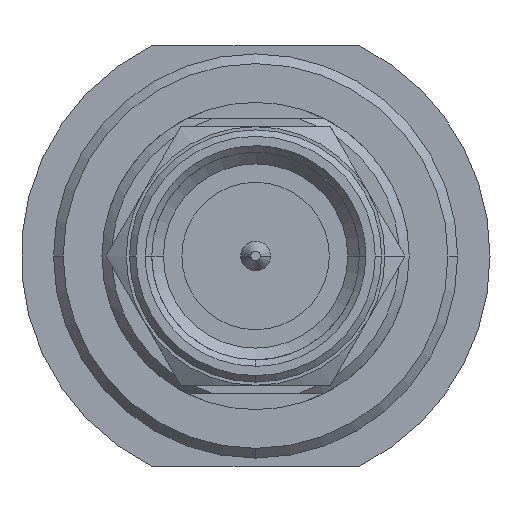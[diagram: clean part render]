
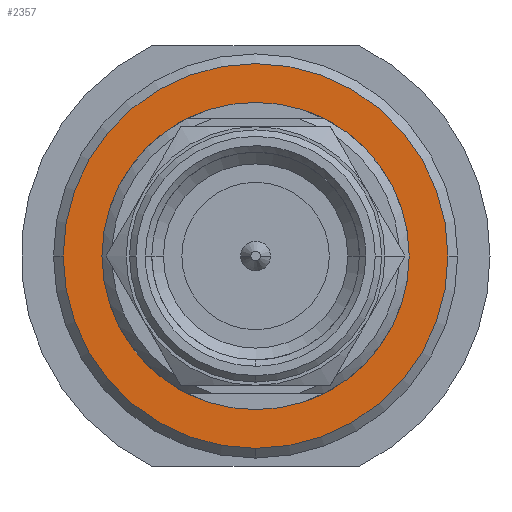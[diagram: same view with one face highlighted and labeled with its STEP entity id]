
A CAD part, left-side view. The second image highlights one B-rep face of the part: STEP entity #2357.
In plain terms, the highlighted planar face has unit normal (-1, 0, 0).
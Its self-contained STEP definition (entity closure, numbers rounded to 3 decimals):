
#38 = DIRECTION ( 'NONE',  ( 0., 1., 0. ) ) ;
#432 = DIRECTION ( 'NONE',  ( 1., 0., 0. ) ) ;
#521 = DIRECTION ( 'NONE',  ( 1., 0., 0. ) ) ;
#541 = CIRCLE ( 'NONE', #3306, 4.75 ) ;
#682 = CARTESIAN_POINT ( 'NONE',  ( 15.3, 0., 0. ) ) ;
#723 = VERTEX_POINT ( 'NONE', #2583 ) ;
#745 = CARTESIAN_POINT ( 'NONE',  ( 15.3, 0., 0. ) ) ;
#807 = CARTESIAN_POINT ( 'NONE',  ( 15.3, -5.95, 0. ) ) ;
#819 = ORIENTED_EDGE ( 'NONE', *, *, #3103, .F. ) ;
#872 = CIRCLE ( 'NONE', #2730, 4.75 ) ;
#916 = EDGE_LOOP ( 'NONE', ( #1689, #1189, #3248 ) ) ;
#967 = EDGE_CURVE ( 'NONE', #1459, #723, #872, .T. ) ;
#990 = DIRECTION ( 'NONE',  ( -1., 0., 0. ) ) ;
#1026 = AXIS2_PLACEMENT_3D ( 'NONE', #1489, #2826, #1244 ) ;
#1076 = DIRECTION ( 'NONE',  ( -1., 0., 0. ) ) ;
#1081 = CARTESIAN_POINT ( 'NONE',  ( 15.3, 0., -5.95 ) ) ;
#1128 = DIRECTION ( 'NONE',  ( 0., 1., 0. ) ) ;
#1189 = ORIENTED_EDGE ( 'NONE', *, *, #2468, .T. ) ;
#1196 = CIRCLE ( 'NONE', #1026, 5.95 ) ;
#1243 = AXIS2_PLACEMENT_3D ( 'NONE', #2388, #1076, #1128 ) ;
#1244 = DIRECTION ( 'NONE',  ( 0., -1., 0. ) ) ;
#1341 = DIRECTION ( 'NONE',  ( 0., 1., 0. ) ) ;
#1459 = VERTEX_POINT ( 'NONE', #2151 ) ;
#1489 = CARTESIAN_POINT ( 'NONE',  ( 15.3, 0., 0. ) ) ;
#1674 = AXIS2_PLACEMENT_3D ( 'NONE', #2854, #521, #38 ) ;
#1689 = ORIENTED_EDGE ( 'NONE', *, *, #2717, .T. ) ;
#1733 = EDGE_CURVE ( 'NONE', #3122, #2157, #1196, .T. ) ;
#1782 = AXIS2_PLACEMENT_3D ( 'NONE', #745, #990, #3323 ) ;
#1842 = PLANE ( 'NONE',  #1674 ) ;
#2058 = VERTEX_POINT ( 'NONE', #1081 ) ;
#2151 = CARTESIAN_POINT ( 'NONE',  ( 15.3, 4.75, 0. ) ) ;
#2157 = VERTEX_POINT ( 'NONE', #3089 ) ;
#2165 = CIRCLE ( 'NONE', #1243, 5.95 ) ;
#2357 = ADVANCED_FACE ( 'NONE', ( #3342, #2814 ), #1842, .F. ) ;
#2388 = CARTESIAN_POINT ( 'NONE',  ( 15.3, 0., 0. ) ) ;
#2433 = EDGE_LOOP ( 'NONE', ( #3224, #819 ) ) ;
#2468 = EDGE_CURVE ( 'NONE', #2058, #3122, #2165, .T. ) ;
#2515 = DIRECTION ( 'NONE',  ( 0., 1., 0. ) ) ;
#2583 = CARTESIAN_POINT ( 'NONE',  ( 15.3, -4.75, 0. ) ) ;
#2602 = CIRCLE ( 'NONE', #1782, 5.95 ) ;
#2717 = EDGE_CURVE ( 'NONE', #2157, #2058, #2602, .T. ) ;
#2730 = AXIS2_PLACEMENT_3D ( 'NONE', #682, #432, #2515 ) ;
#2814 = FACE_OUTER_BOUND ( 'NONE', #916, .T. ) ;
#2826 = DIRECTION ( 'NONE',  ( -1., 0., 0. ) ) ;
#2854 = CARTESIAN_POINT ( 'NONE',  ( 15.3, 0., 0. ) ) ;
#2907 = DIRECTION ( 'NONE',  ( -1., 0., 0. ) ) ;
#3089 = CARTESIAN_POINT ( 'NONE',  ( 15.3, 5.95, 0. ) ) ;
#3103 = EDGE_CURVE ( 'NONE', #1459, #723, #541, .T. ) ;
#3122 = VERTEX_POINT ( 'NONE', #807 ) ;
#3224 = ORIENTED_EDGE ( 'NONE', *, *, #967, .T. ) ;
#3248 = ORIENTED_EDGE ( 'NONE', *, *, #1733, .T. ) ;
#3306 = AXIS2_PLACEMENT_3D ( 'NONE', #3346, #2907, #1341 ) ;
#3323 = DIRECTION ( 'NONE',  ( 0., 1., 0. ) ) ;
#3342 = FACE_BOUND ( 'NONE', #2433, .T. ) ;
#3346 = CARTESIAN_POINT ( 'NONE',  ( 15.3, 0., 0. ) ) ;
